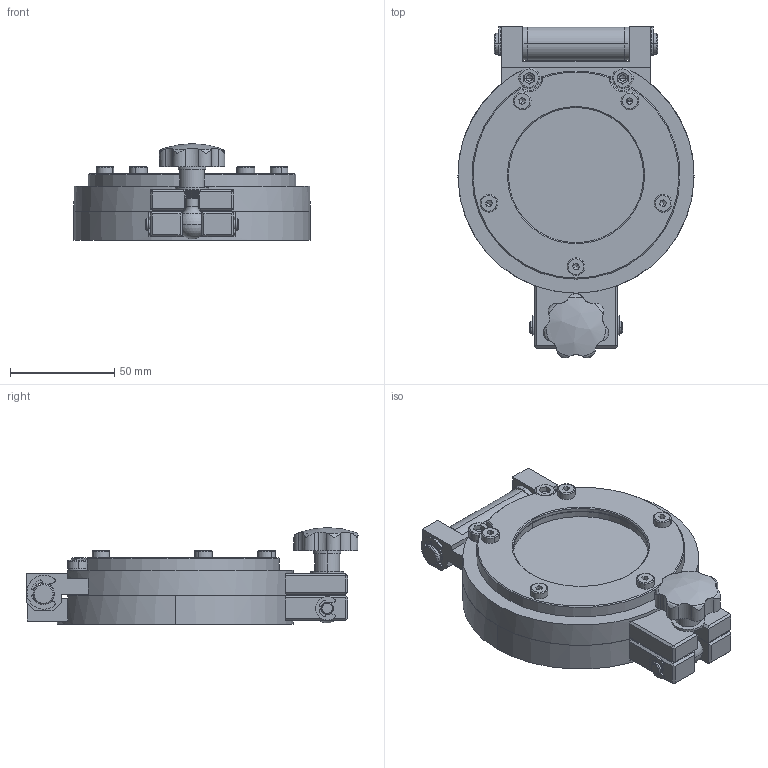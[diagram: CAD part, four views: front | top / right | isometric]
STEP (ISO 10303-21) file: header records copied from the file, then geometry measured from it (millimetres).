
FILE_DESCRIPTION (( 'STEP AP214' ), '1' );
FILE_NAME ('420KTU063-G.stp', '2017-05-15T06:48:05', ( '' ), ( '' ), 'SwSTEP 2.0', 'SolidWorks 2015', '' );
FILE_SCHEMA (( 'AUTOMOTIVE_DESIGN' ));
Length unit declared in the file: millimetre
Products named in the file (1): 420KTU063-G
Bounding box: 113.5 x 159.58 x 46.5 mm (x, y, z)
Volume: 256173.8 mm3; surface area: 99524.1 mm2
Topology: 21 solids, 21 shells, 809 faces, 1932 edges, 1189 vertices
Faces by surface type: cylinder 299, plane 293, cone 159, torus 48, bspline 8, sphere 2
Entity records: 33152 total; most frequent: CARTESIAN_POINT 4703, DIRECTION 4381, ORIENTED_EDGE 3802, EDGE_CURVE 1901, AXIS2_PLACEMENT_3D 1720, VERTEX_POINT 1186, LINE 941, VECTOR 941
